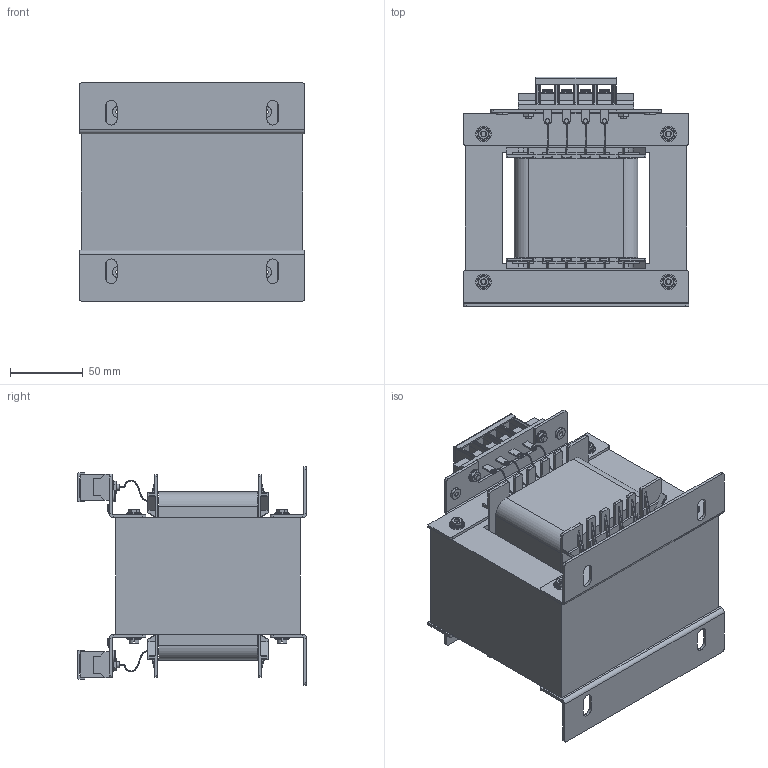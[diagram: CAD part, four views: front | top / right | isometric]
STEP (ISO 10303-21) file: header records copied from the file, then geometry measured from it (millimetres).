
FILE_DESCRIPTION (( 'STEP AP214' ), '1' );
FILE_NAME ('9309 STEP.STEP', '2025-04-11T09:47:05', ( '' ), ( '' ), 'SwSTEP 2.0', 'SolidWorks 2022', '' );
FILE_SCHEMA (( 'AUTOMOTIVE_DESIGN' ));
Length unit declared in the file: millimetre
Products named in the file (1): 9309 STEP
Bounding box: 155 x 157.6 x 150 mm (x, y, z)
Volume: 1728919.6 mm3; surface area: 347828.7 mm2
Topology: 60 solids, 60 shells, 3175 faces, 8062 edges, 4970 vertices
Faces by surface type: plane 1931, cylinder 710, bspline 204, torus 164, cone 146, sphere 20
Entity records: 139190 total; most frequent: CARTESIAN_POINT 29670, ORIENTED_EDGE 15932, DIRECTION 14272, EDGE_CURVE 7966, LINE 5212, VECTOR 5212, VERTEX_POINT 4970, AXIS2_PLACEMENT_3D 4530
